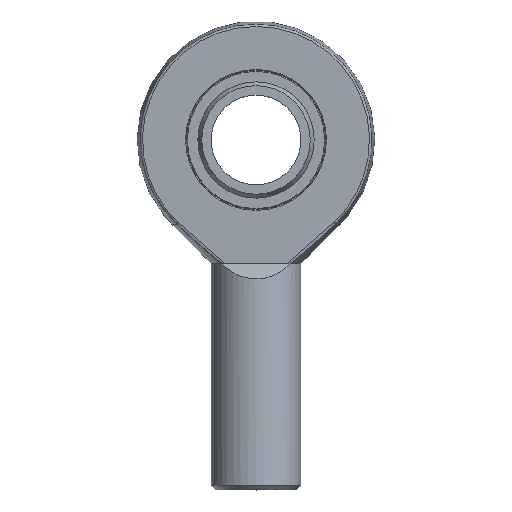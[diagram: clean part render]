
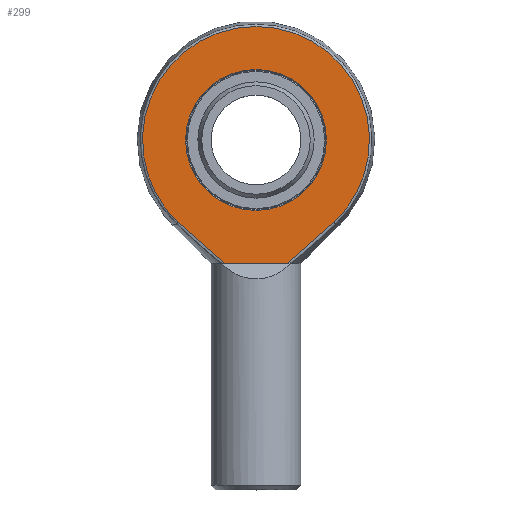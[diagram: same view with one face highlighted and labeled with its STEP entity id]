
A CAD part, top view. The second image highlights one B-rep face of the part: STEP entity #299.
In plain terms, the highlighted planar face has unit normal (0, 0, 1).
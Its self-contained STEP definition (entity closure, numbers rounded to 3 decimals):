
#9 = AXIS2_PLACEMENT_3D ( 'NONE', #672, #798, #444 ) ;
#11 = B_SPLINE_CURVE_WITH_KNOTS ( 'NONE', 3,
 ( #714, #62, #864, #13, #494, #291, #221, #139 ),
 .UNSPECIFIED., .F., .F.,
 ( 4, 2, 2, 4 ),
 ( 0., 0.003, 0.007, 0.014 ),
 .UNSPECIFIED. ) ;
#13 = CARTESIAN_POINT ( 'NONE',  ( 10.631, -24.57, 6.5 ) ) ;
#21 = FACE_OUTER_BOUND ( 'NONE', #359, .T. ) ;
#36 = CARTESIAN_POINT ( 'NONE',  ( -17.378, -18.385, 6.5 ) ) ;
#46 = ORIENTED_EDGE ( 'NONE', *, *, #328, .T. ) ;
#62 = CARTESIAN_POINT ( 'NONE',  ( 8.006, -26.782, 6.5 ) ) ;
#73 = DIRECTION ( 'NONE',  ( 0., 1., 0. ) ) ;
#100 = CIRCLE ( 'NONE', #473, 25.298 ) ;
#116 = LINE ( 'NONE', #628, #426 ) ;
#139 = CARTESIAN_POINT ( 'NONE',  ( 17.378, -18.385, 6.5 ) ) ;
#142 = ORIENTED_EDGE ( 'NONE', *, *, #517, .T. ) ;
#143 = B_SPLINE_CURVE_WITH_KNOTS ( 'NONE', 3,
 ( #36, #464, #607, #297, #742, #660, #459, #305 ),
 .UNSPECIFIED., .F., .F.,
 ( 4, 2, 2, 4 ),
 ( 0., 0.007, 0.01, 0.014 ),
 .UNSPECIFIED. ) ;
#174 = CIRCLE ( 'NONE', #896, 15.7 ) ;
#176 = FACE_BOUND ( 'NONE', #264, .T. ) ;
#221 = CARTESIAN_POINT ( 'NONE',  ( 15.715, -19.957, 6.5 ) ) ;
#223 = EDGE_CURVE ( 'NONE', #810, #800, #11, .T. ) ;
#231 = EDGE_CURVE ( 'NONE', #800, #501, #100, .T. ) ;
#264 = EDGE_LOOP ( 'NONE', ( #142 ) ) ;
#291 = CARTESIAN_POINT ( 'NONE',  ( 14.042, -21.518, 6.5 ) ) ;
#297 = CARTESIAN_POINT ( 'NONE',  ( -11.49, -23.813, 6.5 ) ) ;
#299 = ADVANCED_FACE ( 'NONE', ( #21, #176 ), #518, .F. ) ;
#305 = CARTESIAN_POINT ( 'NONE',  ( -7.096, -27.477, 6.5 ) ) ;
#328 = EDGE_CURVE ( 'NONE', #501, #565, #143, .T. ) ;
#331 = CARTESIAN_POINT ( 'NONE',  ( 7.096, -27.477, 6.5 ) ) ;
#359 = EDGE_LOOP ( 'NONE', ( #668, #902, #727, #46 ) ) ;
#420 = CARTESIAN_POINT ( 'NONE',  ( -7.096, -27.477, 6.5 ) ) ;
#426 = VECTOR ( 'NONE', #615, 1000. ) ;
#436 = EDGE_CURVE ( 'NONE', #565, #810, #116, .T. ) ;
#444 = DIRECTION ( 'NONE',  ( 0., 1., 0. ) ) ;
#451 = CARTESIAN_POINT ( 'NONE',  ( 0., 15.7, 6.5 ) ) ;
#459 = CARTESIAN_POINT ( 'NONE',  ( -8.006, -26.782, 6.5 ) ) ;
#464 = CARTESIAN_POINT ( 'NONE',  ( -15.715, -19.957, 6.5 ) ) ;
#473 = AXIS2_PLACEMENT_3D ( 'NONE', #710, #575, #73 ) ;
#494 = CARTESIAN_POINT ( 'NONE',  ( 11.49, -23.813, 6.5 ) ) ;
#501 = VERTEX_POINT ( 'NONE', #503 ) ;
#503 = CARTESIAN_POINT ( 'NONE',  ( -17.378, -18.385, 6.5 ) ) ;
#517 = EDGE_CURVE ( 'NONE', #811, #811, #174, .T. ) ;
#518 = PLANE ( 'NONE',  #9 ) ;
#547 = CARTESIAN_POINT ( 'NONE',  ( 17.378, -18.385, 6.5 ) ) ;
#565 = VERTEX_POINT ( 'NONE', #420 ) ;
#575 = DIRECTION ( 'NONE',  ( 0., 0., 1. ) ) ;
#607 = CARTESIAN_POINT ( 'NONE',  ( -14.042, -21.518, 6.5 ) ) ;
#615 = DIRECTION ( 'NONE',  ( 1., 0., 0. ) ) ;
#628 = CARTESIAN_POINT ( 'NONE',  ( -26.5, -27.477, 6.5 ) ) ;
#660 = CARTESIAN_POINT ( 'NONE',  ( -8.889, -26.054, 6.5 ) ) ;
#668 = ORIENTED_EDGE ( 'NONE', *, *, #436, .T. ) ;
#672 = CARTESIAN_POINT ( 'NONE',  ( -26.5, 26.5, 6.5 ) ) ;
#710 = CARTESIAN_POINT ( 'NONE',  ( 0., 0., 6.5 ) ) ;
#714 = CARTESIAN_POINT ( 'NONE',  ( 7.096, -27.477, 6.5 ) ) ;
#727 = ORIENTED_EDGE ( 'NONE', *, *, #231, .T. ) ;
#742 = CARTESIAN_POINT ( 'NONE',  ( -10.631, -24.57, 6.5 ) ) ;
#787 = DIRECTION ( 'NONE',  ( 0., 0., -1. ) ) ;
#798 = DIRECTION ( 'NONE',  ( 0., 0., -1. ) ) ;
#800 = VERTEX_POINT ( 'NONE', #547 ) ;
#810 = VERTEX_POINT ( 'NONE', #331 ) ;
#811 = VERTEX_POINT ( 'NONE', #451 ) ;
#854 = CARTESIAN_POINT ( 'NONE',  ( 0., 0., 6.5 ) ) ;
#864 = CARTESIAN_POINT ( 'NONE',  ( 8.889, -26.054, 6.5 ) ) ;
#896 = AXIS2_PLACEMENT_3D ( 'NONE', #854, #787, #926 ) ;
#902 = ORIENTED_EDGE ( 'NONE', *, *, #223, .T. ) ;
#926 = DIRECTION ( 'NONE',  ( 0., 1., 0. ) ) ;
